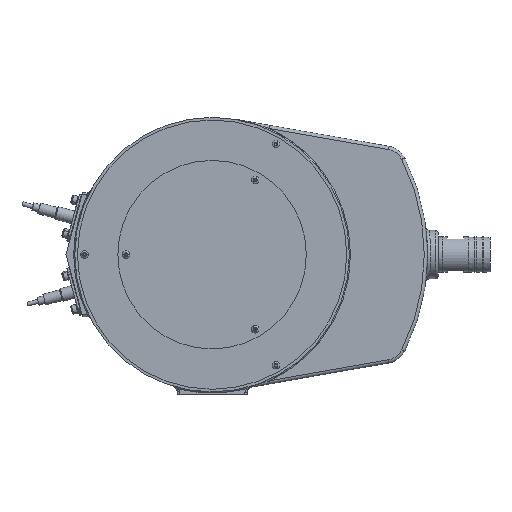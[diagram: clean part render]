
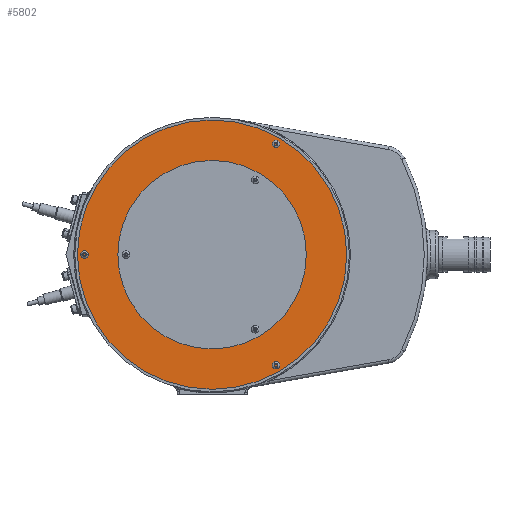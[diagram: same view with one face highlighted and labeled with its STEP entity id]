
A CAD part, left-side view. The second image highlights one B-rep face of the part: STEP entity #5802.
In plain terms, the highlighted planar face has unit normal (-1, 0, 0).
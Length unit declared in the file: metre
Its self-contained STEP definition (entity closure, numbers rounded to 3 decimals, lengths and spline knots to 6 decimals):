
#229 = ORIENTED_EDGE ( 'NONE', *, *, #1589, .T. ) ;
#250 = FACE_BOUND ( 'NONE', #13357, .T. ) ;
#318 = ORIENTED_EDGE ( 'NONE', *, *, #2101, .T. ) ;
#469 = DIRECTION ( 'NONE',  ( 0., 0., -1. ) ) ;
#564 = ORIENTED_EDGE ( 'NONE', *, *, #6661, .F. ) ;
#616 = VERTEX_POINT ( 'NONE', #8224 ) ;
#660 = CIRCLE ( 'NONE', #4477, 0.002 ) ;
#811 = CARTESIAN_POINT ( 'NONE',  ( 0., 0., 0. ) ) ;
#853 = EDGE_CURVE ( 'NONE', #13568, #12707, #9436, .T. ) ;
#869 = DIRECTION ( 'NONE',  ( 0., 0., -1. ) ) ;
#1113 = AXIS2_PLACEMENT_3D ( 'NONE', #12525, #14918, #7978 ) ;
#1278 = VERTEX_POINT ( 'NONE', #1717 ) ;
#1379 = CIRCLE ( 'NONE', #13492, 0.075 ) ;
#1589 = EDGE_CURVE ( 'NONE', #1278, #11921, #11601, .T. ) ;
#1717 = CARTESIAN_POINT ( 'NONE',  ( 0., 0.08, 0.002 ) ) ;
#1801 = DIRECTION ( 'NONE',  ( 1., 0., 0. ) ) ;
#1835 = EDGE_CURVE ( 'NONE', #616, #14223, #3681, .T. ) ;
#1955 = DIRECTION ( 'NONE',  ( 0., 0., -1. ) ) ;
#2101 = EDGE_CURVE ( 'NONE', #6211, #6018, #13768, .T. ) ;
#2145 = CARTESIAN_POINT ( 'NONE',  ( 0., 0., 0. ) ) ;
#2184 = CARTESIAN_POINT ( 'NONE',  ( 0., 0., 0.075 ) ) ;
#2203 = CARTESIAN_POINT ( 'NONE',  ( 0., 0.08, 0. ) ) ;
#2429 = CARTESIAN_POINT ( 'NONE',  ( 0., -0.04, -0.067282 ) ) ;
#2554 = CARTESIAN_POINT ( 'NONE',  ( 0., -0.04, -0.069282 ) ) ;
#2632 = AXIS2_PLACEMENT_3D ( 'NONE', #10260, #3370, #11402 ) ;
#2716 = ORIENTED_EDGE ( 'NONE', *, *, #853, .T. ) ;
#2862 = CIRCLE ( 'NONE', #6407, 0.002 ) ;
#2976 = CARTESIAN_POINT ( 'NONE',  ( 0., 0., 0. ) ) ;
#3061 = CARTESIAN_POINT ( 'NONE',  ( 0., 0.08, 0. ) ) ;
#3280 = CIRCLE ( 'NONE', #11318, 0.125 ) ;
#3307 = DIRECTION ( 'NONE',  ( 0., 0., -1. ) ) ;
#3318 = FACE_BOUND ( 'NONE', #11651, .T. ) ;
#3367 = DIRECTION ( 'NONE',  ( 0., 0., -1. ) ) ;
#3370 = DIRECTION ( 'NONE',  ( 1., 0., 0. ) ) ;
#3617 = EDGE_LOOP ( 'NONE', ( #11281, #2716 ) ) ;
#3681 = CIRCLE ( 'NONE', #11366, 0.002 ) ;
#3708 = DIRECTION ( 'NONE',  ( 0., 0., -1. ) ) ;
#4055 = EDGE_CURVE ( 'NONE', #11921, #1278, #660, .T. ) ;
#4142 = DIRECTION ( 'NONE',  ( 0., 0., -1. ) ) ;
#4224 = DIRECTION ( 'NONE',  ( 0., 0., -1. ) ) ;
#4477 = AXIS2_PLACEMENT_3D ( 'NONE', #3061, #11094, #4224 ) ;
#4481 = AXIS2_PLACEMENT_3D ( 'NONE', #8692, #1801, #9874 ) ;
#4893 = VERTEX_POINT ( 'NONE', #7361 ) ;
#5430 = AXIS2_PLACEMENT_3D ( 'NONE', #2976, #11008, #4142 ) ;
#5802 = ADVANCED_FACE ( 'NONE', ( #3318, #6351, #250, #12131, #12498 ), #6824, .F. ) ;
#6018 = VERTEX_POINT ( 'NONE', #10988 ) ;
#6211 = VERTEX_POINT ( 'NONE', #13728 ) ;
#6351 = FACE_BOUND ( 'NONE', #10660, .T. ) ;
#6407 = AXIS2_PLACEMENT_3D ( 'NONE', #2554, #10593, #3708 ) ;
#6533 = ORIENTED_EDGE ( 'NONE', *, *, #1835, .T. ) ;
#6661 = EDGE_CURVE ( 'NONE', #4893, #8906, #3280, .T. ) ;
#6824 = PLANE ( 'NONE',  #1113 ) ;
#7356 = DIRECTION ( 'NONE',  ( 1., 0., 0. ) ) ;
#7361 = CARTESIAN_POINT ( 'NONE',  ( 0., 0., -0.125 ) ) ;
#7746 = DIRECTION ( 'NONE',  ( 1., 0., 0. ) ) ;
#7802 = AXIS2_PLACEMENT_3D ( 'NONE', #2203, #10255, #3367 ) ;
#7978 = DIRECTION ( 'NONE',  ( 0., 0., -1. ) ) ;
#7994 = AXIS2_PLACEMENT_3D ( 'NONE', #14673, #7746, #869 ) ;
#8224 = CARTESIAN_POINT ( 'NONE',  ( 0., -0.04, -0.071282 ) ) ;
#8641 = EDGE_CURVE ( 'NONE', #8906, #4893, #10808, .T. ) ;
#8692 = CARTESIAN_POINT ( 'NONE',  ( 0., 0., 0. ) ) ;
#8850 = DIRECTION ( 'NONE',  ( 1., 0., 0. ) ) ;
#8865 = EDGE_CURVE ( 'NONE', #6018, #6211, #10981, .T. ) ;
#8906 = VERTEX_POINT ( 'NONE', #10304 ) ;
#9436 = CIRCLE ( 'NONE', #5430, 0.075 ) ;
#9874 = DIRECTION ( 'NONE',  ( 0., 0., -1. ) ) ;
#9984 = ORIENTED_EDGE ( 'NONE', *, *, #8865, .T. ) ;
#10196 = DIRECTION ( 'NONE',  ( 1., 0., 0. ) ) ;
#10255 = DIRECTION ( 'NONE',  ( 1., 0., 0. ) ) ;
#10260 = CARTESIAN_POINT ( 'NONE',  ( 0., -0.04, 0.069282 ) ) ;
#10304 = CARTESIAN_POINT ( 'NONE',  ( 0., 0., 0.125 ) ) ;
#10421 = ORIENTED_EDGE ( 'NONE', *, *, #8641, .F. ) ;
#10593 = DIRECTION ( 'NONE',  ( 1., 0., 0. ) ) ;
#10660 = EDGE_LOOP ( 'NONE', ( #9984, #318 ) ) ;
#10808 = CIRCLE ( 'NONE', #4481, 0.125 ) ;
#10827 = ORIENTED_EDGE ( 'NONE', *, *, #11532, .T. ) ;
#10981 = CIRCLE ( 'NONE', #2632, 0.002 ) ;
#10988 = CARTESIAN_POINT ( 'NONE',  ( 0., -0.04, 0.067282 ) ) ;
#11008 = DIRECTION ( 'NONE',  ( 1., 0., 0. ) ) ;
#11094 = DIRECTION ( 'NONE',  ( 1., 0., 0. ) ) ;
#11281 = ORIENTED_EDGE ( 'NONE', *, *, #13870, .T. ) ;
#11318 = AXIS2_PLACEMENT_3D ( 'NONE', #811, #8850, #1955 ) ;
#11366 = AXIS2_PLACEMENT_3D ( 'NONE', #14263, #7356, #469 ) ;
#11402 = DIRECTION ( 'NONE',  ( 0., 0., -1. ) ) ;
#11532 = EDGE_CURVE ( 'NONE', #14223, #616, #2862, .T. ) ;
#11601 = CIRCLE ( 'NONE', #7802, 0.002 ) ;
#11651 = EDGE_LOOP ( 'NONE', ( #13803, #229 ) ) ;
#11921 = VERTEX_POINT ( 'NONE', #13565 ) ;
#12131 = FACE_OUTER_BOUND ( 'NONE', #13895, .T. ) ;
#12498 = FACE_BOUND ( 'NONE', #3617, .T. ) ;
#12525 = CARTESIAN_POINT ( 'NONE',  ( 0., 0., 0. ) ) ;
#12707 = VERTEX_POINT ( 'NONE', #2184 ) ;
#12986 = CARTESIAN_POINT ( 'NONE',  ( 0., 0., -0.075 ) ) ;
#13357 = EDGE_LOOP ( 'NONE', ( #6533, #10827 ) ) ;
#13492 = AXIS2_PLACEMENT_3D ( 'NONE', #2145, #10196, #3307 ) ;
#13565 = CARTESIAN_POINT ( 'NONE',  ( 0., 0.08, -0.002 ) ) ;
#13568 = VERTEX_POINT ( 'NONE', #12986 ) ;
#13728 = CARTESIAN_POINT ( 'NONE',  ( 0., -0.04, 0.071282 ) ) ;
#13768 = CIRCLE ( 'NONE', #7994, 0.002 ) ;
#13803 = ORIENTED_EDGE ( 'NONE', *, *, #4055, .T. ) ;
#13870 = EDGE_CURVE ( 'NONE', #12707, #13568, #1379, .T. ) ;
#13895 = EDGE_LOOP ( 'NONE', ( #10421, #564 ) ) ;
#14223 = VERTEX_POINT ( 'NONE', #2429 ) ;
#14263 = CARTESIAN_POINT ( 'NONE',  ( 0., -0.04, -0.069282 ) ) ;
#14673 = CARTESIAN_POINT ( 'NONE',  ( 0., -0.04, 0.069282 ) ) ;
#14918 = DIRECTION ( 'NONE',  ( 1., 0., 0. ) ) ;
